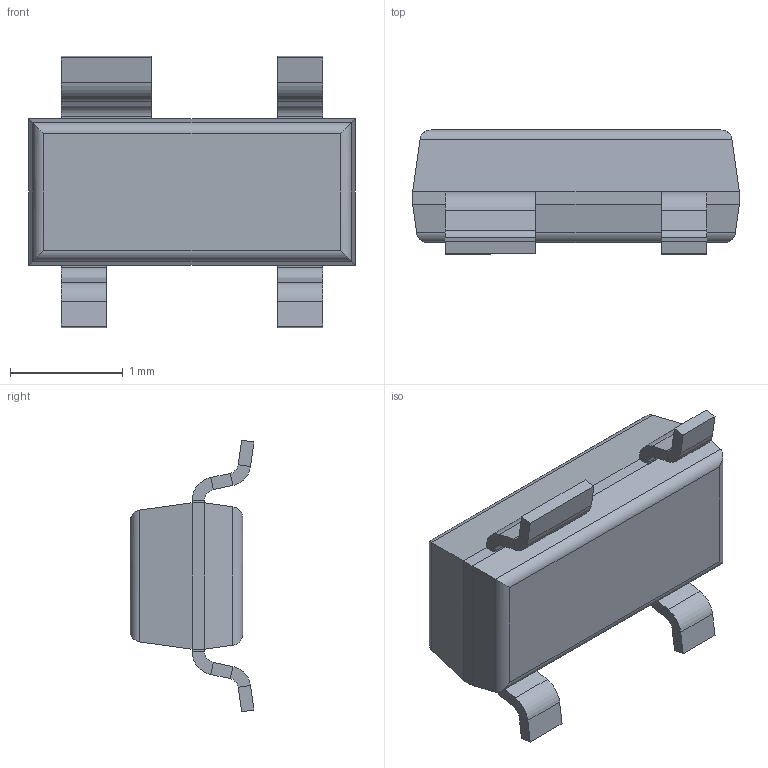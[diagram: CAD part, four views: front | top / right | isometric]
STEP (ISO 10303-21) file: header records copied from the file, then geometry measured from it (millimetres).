
FILE_DESCRIPTION (( 'STEP AP214' ), '1' );
FILE_NAME ('MAX6816EUS+T.STEP', '2022-01-06T08:11:13', ( '' ), ( '' ), 'SwSTEP 2.0', 'SolidWorks 2018', '' );
FILE_SCHEMA (( 'AUTOMOTIVE_DESIGN' ));
Length unit declared in the file: millimetre
Products named in the file (1): MAX6816EUS+T
Bounding box: 2.9 x 1.1 x 2.41 mm (x, y, z)
Volume: 3.7 mm3; surface area: 18.6 mm2
Topology: 5 solids, 5 shells, 110 faces, 220 edges, 120 vertices
Faces by surface type: plane 86, cylinder 24
Entity records: 3754 total; most frequent: CARTESIAN_POINT 475, DIRECTION 466, ORIENTED_EDGE 440, EDGE_CURVE 220, VECTOR 180, LINE 180, AXIS2_PLACEMENT_3D 143, VERTEX_POINT 120
